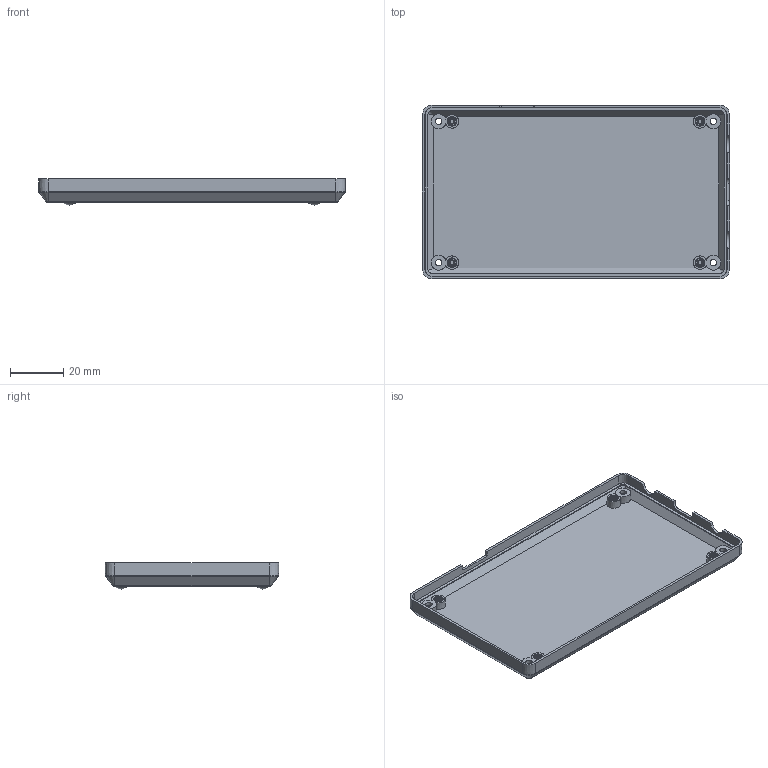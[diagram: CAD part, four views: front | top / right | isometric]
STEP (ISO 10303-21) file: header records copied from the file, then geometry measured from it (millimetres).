
FILE_DESCRIPTION(/* description */ ('STEP AP242','CAx-IF Rec.Pracs.---Representation and Presentation of Product Manufacturing Information (PMI)---4.0---2014-10-13','CAx-IF Rec.Pracs.---3D Tessellated Geometry---0.4---2014-09-14','2;1'),/* implementation_level */ '2;1');
FILE_NAME(/* name */ '64af82f2e9dbc06f54889823',/* time_stamp */ '2023-07-13T04:52:03Z',/* author */ (''),/* organization */ (''),/* preprocessor_version */ 'ST-DEVELOPER v19.4',/* originating_system */ ' ',/* authorisation */ ' ');
FILE_SCHEMA (('AP242_MANAGED_MODEL_BASED_3D_ENGINEERING_MIM_LF { 1 0 10303 442 1 1 4 }'));
Length unit declared in the file: metre
Products named in the file (3): reetro - body bottom; 94180A307_Tapered Heat-Set Inserts for Plastic; body bottom
Assembly tree (5 placements, depth 2):
  reetro - body bottom
    94180A307_Tapered Heat-Set Inserts for Plastic  x4
    body bottom
Bounding box: 115.17 x 65.17 x 9.8 mm (x, y, z)
Volume: 16461.2 mm3; surface area: 20038.2 mm2
Topology: 5 solids, 5 shells, 991 faces, 2662 edges, 1762 vertices
Faces by surface type: bspline 780, plane 89, cone 60, cylinder 50, torus 8, sphere 4
Full cylindrical faces by diameter (mm): 2.79 x8, 3.417 x4, 3.58 x4
Entity records: 12836 total; most frequent: CARTESIAN_POINT 5006, ORIENTED_EDGE 1814, DIRECTION 1352, EDGE_CURVE 907, VERTEX_POINT 619, AXIS2_PLACEMENT_3D 501, EDGE_LOOP 424, FACE_BOUND 424
